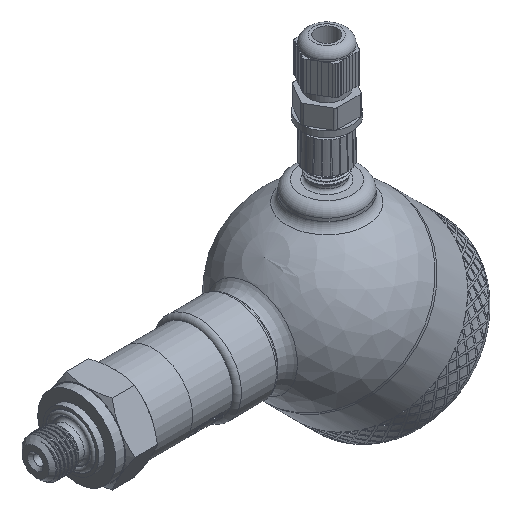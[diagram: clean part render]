
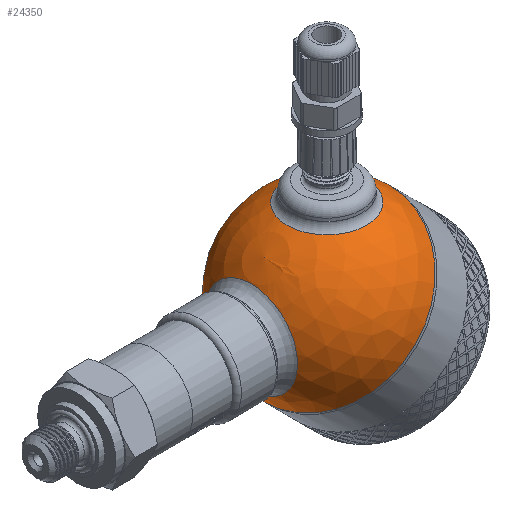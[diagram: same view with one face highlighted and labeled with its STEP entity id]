
A CAD part, isometric view. The second image highlights one B-rep face of the part: STEP entity #24350.
In plain terms, the highlighted spherical face has radius 30 mm.
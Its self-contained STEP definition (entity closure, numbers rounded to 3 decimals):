
#56=SPHERICAL_SURFACE('',#25825,30.);
#140=FACE_BOUND('',#3493,.T.);
#141=FACE_BOUND('',#3494,.T.);
#1907=FACE_OUTER_BOUND('',#3492,.T.);
#3492=EDGE_LOOP('',(#17833,#17834,#17835,#17836));
#3493=EDGE_LOOP('',(#17837));
#3494=EDGE_LOOP('',(#17838));
#4931=CIRCLE('',#25748,30.);
#4932=CIRCLE('',#25749,30.);
#4959=CIRCLE('',#25821,13.5);
#4962=CIRCLE('',#25826,30.);
#4963=CIRCLE('',#25827,15.643);
#9568=VERTEX_POINT('',#33769);
#9569=VERTEX_POINT('',#33771);
#10096=VERTEX_POINT('',#40535);
#10098=VERTEX_POINT('',#40542);
#10099=VERTEX_POINT('',#40544);
#12183=EDGE_CURVE('',#9568,#9569,#4931,.T.);
#12184=EDGE_CURVE('',#9569,#9568,#4932,.T.);
#12977=EDGE_CURVE('',#10096,#10096,#4959,.T.);
#12980=EDGE_CURVE('',#9569,#10098,#4962,.T.);
#12981=EDGE_CURVE('',#10099,#10099,#4963,.T.);
#17833=ORIENTED_EDGE('',*,*,#12184,.F.);
#17834=ORIENTED_EDGE('',*,*,#12980,.T.);
#17835=ORIENTED_EDGE('',*,*,#12980,.F.);
#17836=ORIENTED_EDGE('',*,*,#12183,.F.);
#17837=ORIENTED_EDGE('',*,*,#12981,.F.);
#17838=ORIENTED_EDGE('',*,*,#12977,.F.);
#24350=ADVANCED_FACE('',(#1907,#140,#141),#56,.T.);
#25748=AXIS2_PLACEMENT_3D('',#33772,#27102,#27103);
#25749=AXIS2_PLACEMENT_3D('',#33773,#27104,#27105);
#25821=AXIS2_PLACEMENT_3D('',#40536,#27526,#27527);
#25825=AXIS2_PLACEMENT_3D('',#40541,#27534,#27535);
#25826=AXIS2_PLACEMENT_3D('',#40543,#27536,#27537);
#25827=AXIS2_PLACEMENT_3D('',#40545,#27538,#27539);
#27102=DIRECTION('center_axis',(1.,0.,0.));
#27103=DIRECTION('ref_axis',(0.,1.,0.));
#27104=DIRECTION('center_axis',(1.,0.,0.));
#27105=DIRECTION('ref_axis',(0.,1.,0.));
#27526=DIRECTION('center_axis',(-0.707,0.,-0.707));
#27527=DIRECTION('ref_axis',(-0.707,0.,0.707));
#27534=DIRECTION('center_axis',(1.,0.,0.));
#27535=DIRECTION('ref_axis',(0.,-1.,0.));
#27536=DIRECTION('center_axis',(0.,0.,1.));
#27537=DIRECTION('ref_axis',(0.,1.,0.));
#27538=DIRECTION('center_axis',(-0.707,0.,0.707));
#27539=DIRECTION('ref_axis',(0.707,0.,0.707));
#33769=CARTESIAN_POINT('',(0.,-30.,0.));
#33771=CARTESIAN_POINT('',(0.,30.,0.));
#33772=CARTESIAN_POINT('Origin',(0.,0.,0.));
#33773=CARTESIAN_POINT('Origin',(0.,0.,0.));
#40535=CARTESIAN_POINT('',(-9.398,0.,-28.49));
#40536=CARTESIAN_POINT('Origin',(-18.944,0.,-18.944));
#40541=CARTESIAN_POINT('Origin',(0.,0.,0.));
#40542=CARTESIAN_POINT('',(-30.,0.,0.));
#40543=CARTESIAN_POINT('Origin',(0.,0.,0.));
#40544=CARTESIAN_POINT('',(-29.162,0.,7.04));
#40545=CARTESIAN_POINT('Origin',(-18.101,0.,18.101));
